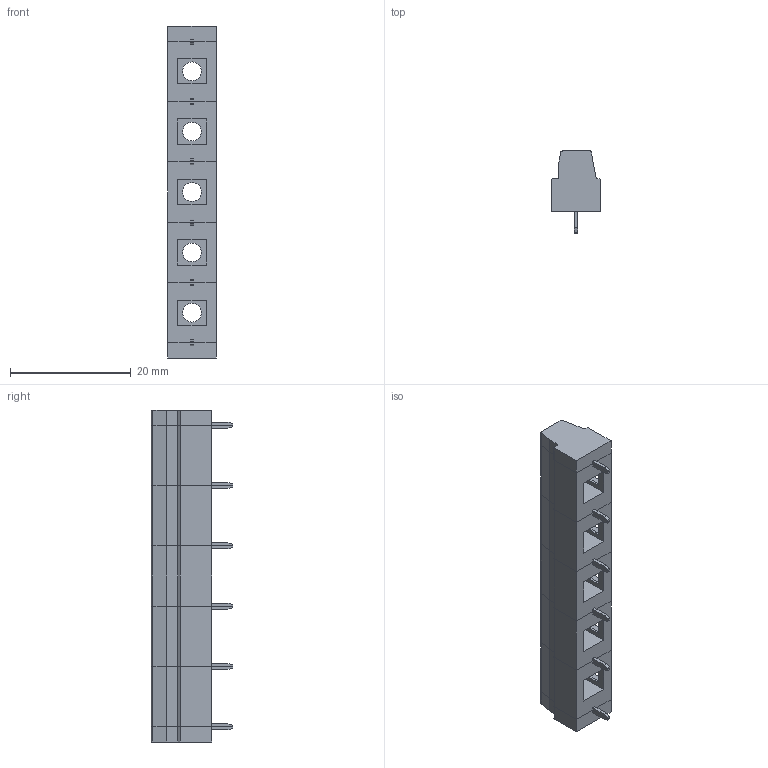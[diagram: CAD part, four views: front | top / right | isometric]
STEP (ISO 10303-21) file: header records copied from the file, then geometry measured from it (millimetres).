
FILE_DESCRIPTION( ( 'Unknown' ), '1' );
FILE_NAME( '691241810006.stp', 'Unknown', ( 'Unknown' ), ( 'Unknown' ), 'PSStep 18.0.17', 'Unknown', ' ' );
FILE_SCHEMA( ( 'AUTOMOTIVE_DESIGN { 1 0 10303 214 1 1 1 1 }' ) );
Length unit declared in the file: millimetre
Products named in the file (4): Assem1; CIA10_SX; CIA10_CNT; CIA10_DX
Assembly tree (7 placements, depth 2):
  Assem1
    CIA10_SX
    CIA10_CNT  x5
    CIA10_DX
Bounding box: 8.1 x 13.5 x 55 mm (x, y, z)
Volume: 2569.6 mm3; surface area: 3967.5 mm2
Topology: 7 solids, 7 shells, 528 faces, 1473 edges, 969 vertices
Faces by surface type: plane 464, cylinder 64
Full cylindrical faces by diameter (mm): 3.1 x5, 3.8 x5
Entity records: 7084 total; most frequent: CARTESIAN_POINT 998, ORIENTED_EDGE 980, DIRECTION 914, EDGE_CURVE 490, LINE 434, VECTOR 434, VERTEX_POINT 324, AXIS2_PLACEMENT_3D 240
